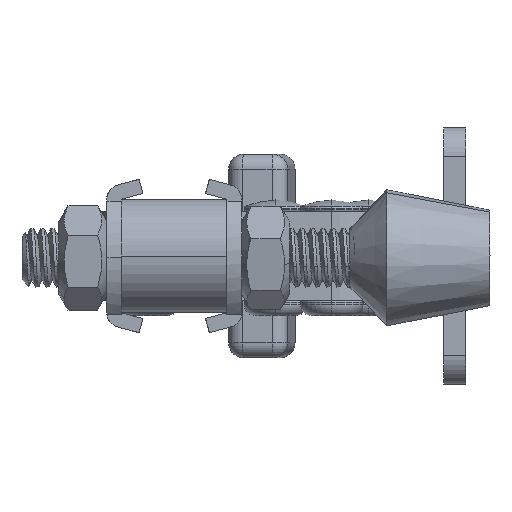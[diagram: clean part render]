
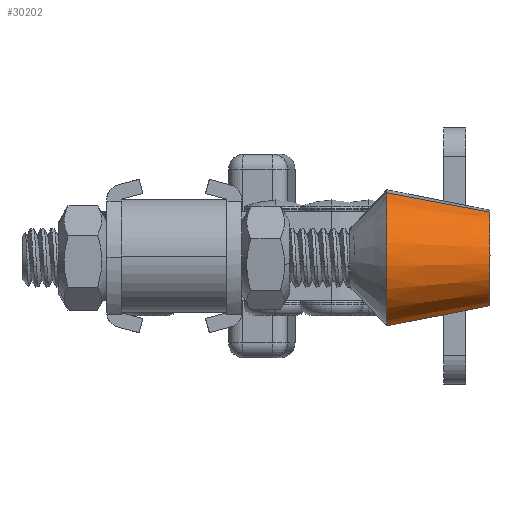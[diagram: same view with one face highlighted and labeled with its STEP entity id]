
A CAD part, left-side view. The second image highlights one B-rep face of the part: STEP entity #30202.
In plain terms, the highlighted conical face has half-angle 11.113 degrees and reference radius 9.25 mm.
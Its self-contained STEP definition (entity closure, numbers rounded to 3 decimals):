
#2898 = VERTEX_POINT ( 'NONE', #16385 ) ;
#3216 = ORIENTED_EDGE ( 'NONE', *, *, #24644, .T. ) ;
#3502 = VECTOR ( 'NONE', #17426, 1000. ) ;
#5201 = CARTESIAN_POINT ( 'NONE',  ( 0., -9.25, 5.5 ) ) ;
#5330 = DIRECTION ( 'NONE',  ( 0., -0.193, 0.981 ) ) ;
#5594 = CARTESIAN_POINT ( 'NONE',  ( 0., -6.5, -8.5 ) ) ;
#5672 = CARTESIAN_POINT ( 'NONE',  ( 0., 6.5, -8.5 ) ) ;
#6301 = DIRECTION ( 'NONE',  ( 0., 0., 1. ) ) ;
#6571 = EDGE_LOOP ( 'NONE', ( #25573, #24480, #3216, #13677 ) ) ;
#8425 = EDGE_CURVE ( 'NONE', #2898, #13821, #15017, .T. ) ;
#11210 = DIRECTION ( 'NONE',  ( 0., 0., 1. ) ) ;
#11412 = EDGE_CURVE ( 'NONE', #15819, #2898, #30431, .T. ) ;
#11460 = CIRCLE ( 'NONE', #12297, 6.5 ) ;
#12297 = AXIS2_PLACEMENT_3D ( 'NONE', #21968, #6301, #24591 ) ;
#12399 = CARTESIAN_POINT ( 'NONE',  ( 0., 0., 5.5 ) ) ;
#12616 = VECTOR ( 'NONE', #5330, 1000. ) ;
#13677 = ORIENTED_EDGE ( 'NONE', *, *, #8425, .F. ) ;
#13821 = VERTEX_POINT ( 'NONE', #26293 ) ;
#14802 = CARTESIAN_POINT ( 'NONE',  ( 0., 9.25, 5.5 ) ) ;
#15017 = CIRCLE ( 'NONE', #22231, 9.25 ) ;
#15023 = DIRECTION ( 'NONE',  ( 0., -1., 0. ) ) ;
#15819 = VERTEX_POINT ( 'NONE', #5672 ) ;
#16385 = CARTESIAN_POINT ( 'NONE',  ( 0., 9.25, 5.5 ) ) ;
#16470 = DIRECTION ( 'NONE',  ( 0., -1., 0. ) ) ;
#17426 = DIRECTION ( 'NONE',  ( 0., 0.193, 0.981 ) ) ;
#17440 = EDGE_CURVE ( 'NONE', #15819, #17903, #11460, .T. ) ;
#17903 = VERTEX_POINT ( 'NONE', #5594 ) ;
#18105 = FACE_OUTER_BOUND ( 'NONE', #6571, .T. ) ;
#18209 = AXIS2_PLACEMENT_3D ( 'NONE', #32102, #11210, #16470 ) ;
#21968 = CARTESIAN_POINT ( 'NONE',  ( 0., 0., -8.5 ) ) ;
#22231 = AXIS2_PLACEMENT_3D ( 'NONE', #12399, #30651, #15023 ) ;
#24253 = CONICAL_SURFACE ( 'NONE', #18209, 9.25, 0.194 ) ;
#24480 = ORIENTED_EDGE ( 'NONE', *, *, #17440, .T. ) ;
#24591 = DIRECTION ( 'NONE',  ( 0., -1., 0. ) ) ;
#24644 = EDGE_CURVE ( 'NONE', #17903, #13821, #26514, .T. ) ;
#25573 = ORIENTED_EDGE ( 'NONE', *, *, #11412, .F. ) ;
#26293 = CARTESIAN_POINT ( 'NONE',  ( 0., -9.25, 5.5 ) ) ;
#26514 = LINE ( 'NONE', #5201, #12616 ) ;
#30202 = ADVANCED_FACE ( 'NONE', ( #18105 ), #24253, .T. ) ;
#30431 = LINE ( 'NONE', #14802, #3502 ) ;
#30651 = DIRECTION ( 'NONE',  ( 0., 0., 1. ) ) ;
#32102 = CARTESIAN_POINT ( 'NONE',  ( 0., 0., 5.5 ) ) ;
